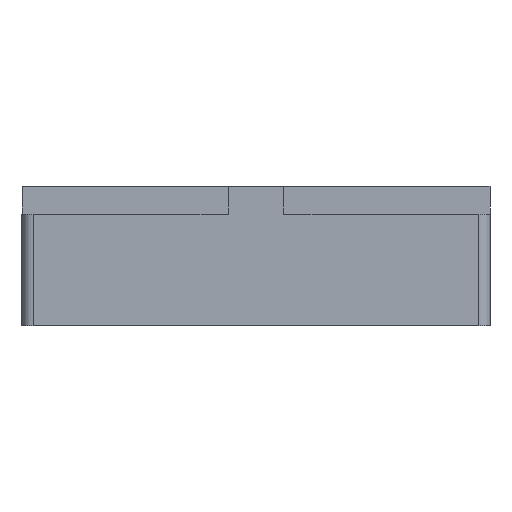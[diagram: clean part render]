
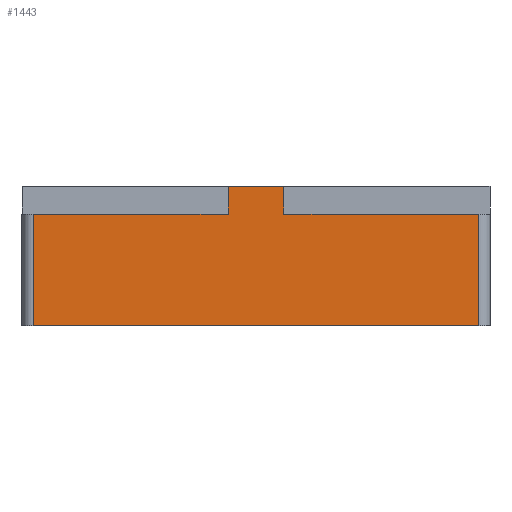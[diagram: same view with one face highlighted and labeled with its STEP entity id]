
A CAD part, left-side view. The second image highlights one B-rep face of the part: STEP entity #1443.
In plain terms, the highlighted planar face has unit normal (-1, 0, 0).
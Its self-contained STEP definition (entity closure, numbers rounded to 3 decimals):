
#34=PLANE('',#1540);
#110=FACE_OUTER_BOUND('',#185,.T.);
#185=EDGE_LOOP('',(#1148,#1149,#1150,#1151,#1152,#1153,#1154,#1155));
#264=LINE('',#2030,#463);
#301=LINE('',#2113,#500);
#303=LINE('',#2121,#502);
#308=LINE('',#2130,#507);
#327=LINE('',#2167,#526);
#337=LINE('',#2189,#536);
#338=LINE('',#2192,#537);
#339=LINE('',#2193,#538);
#463=VECTOR('',#1635,10.);
#500=VECTOR('',#1684,10.);
#502=VECTOR('',#1692,10.);
#507=VECTOR('',#1699,10.);
#526=VECTOR('',#1738,10.);
#536=VECTOR('',#1760,10.);
#537=VECTOR('',#1763,10.);
#538=VECTOR('',#1764,10.);
#675=VERTEX_POINT('',#2027);
#676=VERTEX_POINT('',#2029);
#715=VERTEX_POINT('',#2110);
#716=VERTEX_POINT('',#2112);
#719=VERTEX_POINT('',#2119);
#722=VERTEX_POINT('',#2128);
#736=VERTEX_POINT('',#2186);
#737=VERTEX_POINT('',#2191);
#817=EDGE_CURVE('',#675,#676,#264,.T.);
#858=EDGE_CURVE('',#716,#715,#301,.T.);
#862=EDGE_CURVE('',#719,#715,#303,.T.);
#867=EDGE_CURVE('',#719,#722,#308,.T.);
#886=EDGE_CURVE('',#722,#676,#327,.T.);
#897=EDGE_CURVE('',#736,#716,#337,.T.);
#898=EDGE_CURVE('',#737,#675,#338,.T.);
#899=EDGE_CURVE('',#736,#737,#339,.T.);
#1148=ORIENTED_EDGE('',*,*,#897,.T.);
#1149=ORIENTED_EDGE('',*,*,#858,.T.);
#1150=ORIENTED_EDGE('',*,*,#862,.F.);
#1151=ORIENTED_EDGE('',*,*,#867,.T.);
#1152=ORIENTED_EDGE('',*,*,#886,.T.);
#1153=ORIENTED_EDGE('',*,*,#817,.F.);
#1154=ORIENTED_EDGE('',*,*,#898,.F.);
#1155=ORIENTED_EDGE('',*,*,#899,.F.);
#1443=ADVANCED_FACE('',(#110),#34,.F.);
#1540=AXIS2_PLACEMENT_3D('',#2190,#1761,#1762);
#1635=DIRECTION('',(0.,-1.,0.));
#1684=DIRECTION('',(0.,-1.,0.));
#1692=DIRECTION('',(0.,0.,-1.));
#1699=DIRECTION('',(0.,1.,0.));
#1738=DIRECTION('',(0.,0.,1.));
#1760=DIRECTION('',(0.,0.,-1.));
#1761=DIRECTION('center_axis',(1.,0.,0.));
#1762=DIRECTION('ref_axis',(0.,1.,0.));
#1763=DIRECTION('',(0.,0.,1.));
#1764=DIRECTION('',(0.,-1.,0.));
#2027=CARTESIAN_POINT('',(-9.5,1.,5.));
#2029=CARTESIAN_POINT('',(-9.5,-1.,5.));
#2030=CARTESIAN_POINT('',(-9.5,0.,5.));
#2110=CARTESIAN_POINT('',(-9.5,-8.,0.));
#2112=CARTESIAN_POINT('',(-9.5,8.,0.));
#2113=CARTESIAN_POINT('',(-9.5,0.,0.));
#2119=CARTESIAN_POINT('',(-9.5,-8.,4.));
#2121=CARTESIAN_POINT('',(-9.5,-8.,0.));
#2128=CARTESIAN_POINT('',(-9.5,-1.,4.));
#2130=CARTESIAN_POINT('',(-9.5,-2.5,4.));
#2167=CARTESIAN_POINT('',(-9.5,-1.,2.5));
#2186=CARTESIAN_POINT('',(-9.5,8.,4.));
#2189=CARTESIAN_POINT('',(-9.5,8.,0.));
#2190=CARTESIAN_POINT('Origin',(-9.5,0.,0.));
#2191=CARTESIAN_POINT('',(-9.5,1.,4.));
#2192=CARTESIAN_POINT('',(-9.5,1.,2.5));
#2193=CARTESIAN_POINT('',(-9.5,2.5,4.));
